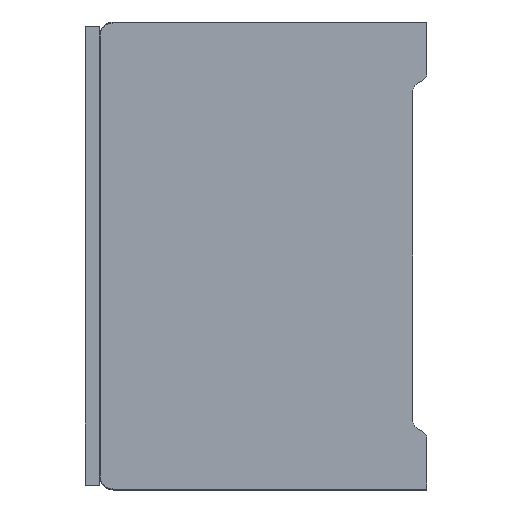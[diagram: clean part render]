
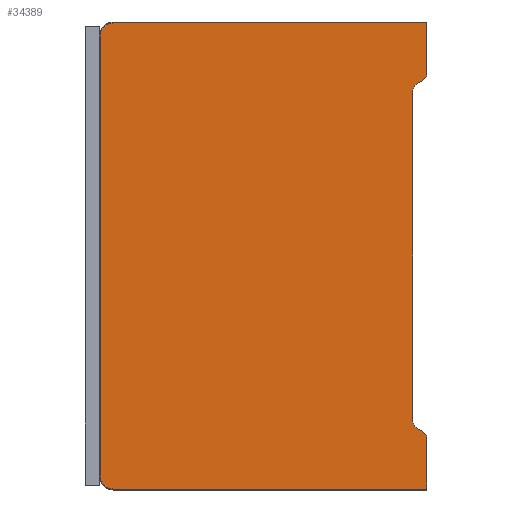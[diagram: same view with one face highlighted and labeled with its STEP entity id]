
A CAD part, left-side view. The second image highlights one B-rep face of the part: STEP entity #34389.
In plain terms, the highlighted planar face has unit normal (-1, 0, 0).
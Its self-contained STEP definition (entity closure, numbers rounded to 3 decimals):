
#4724=DIRECTION('',(0.,0.,1.));
#4725=VECTOR('',#4724,10.8);
#4726=CARTESIAN_POINT('',(0.,0.,-99.8));
#4727=LINE('',#4726,#4725);
#4780=DIRECTION('',(0.,0.,1.));
#4781=VECTOR('',#4780,70.226);
#4782=CARTESIAN_POINT('',(0.,3.,-85.113));
#4783=LINE('',#4782,#4781);
#4885=DIRECTION('',(0.,0.,1.));
#4886=VECTOR('',#4885,10.8);
#4887=CARTESIAN_POINT('',(0.,0.,-11.));
#4888=LINE('',#4887,#4886);
#6866=CARTESIAN_POINT('',(0.,67.,-97.));
#6867=DIRECTION('',(1.,0.,0.));
#6868=DIRECTION('',(0.,0.,-1.));
#6869=AXIS2_PLACEMENT_3D('',#6866,#6867,#6868);
#6871=CARTESIAN_POINT('',(0.,67.,-3.));
#6872=DIRECTION('',(1.,0.,0.));
#6873=DIRECTION('',(0.,1.,0.));
#6874=AXIS2_PLACEMENT_3D('',#6871,#6872,#6873);
#6876=CARTESIAN_POINT('',(0.,1.732,-11.));
#6877=DIRECTION('',(1.,0.,0.));
#6878=DIRECTION('',(0.,-1.,0.));
#6879=AXIS2_PLACEMENT_3D('',#6876,#6877,#6878);
#6881=DIRECTION('',(0.,0.866,-0.5));
#6882=VECTOR('',#6881,1.309);
#6883=CARTESIAN_POINT('',(0.,0.866,-12.5));
#6884=LINE('',#6883,#6882);
#6885=CARTESIAN_POINT('',(0.,1.,-14.887));
#6886=DIRECTION('',(-1.,0.,0.));
#6887=DIRECTION('',(0.,0.5,0.866));
#6888=AXIS2_PLACEMENT_3D('',#6885,#6886,#6887);
#6890=CARTESIAN_POINT('',(0.,1.,-85.113));
#6891=DIRECTION('',(-1.,0.,0.));
#6892=DIRECTION('',(0.,1.,0.));
#6893=AXIS2_PLACEMENT_3D('',#6890,#6891,#6892);
#6895=DIRECTION('',(0.,-0.866,-0.5));
#6896=VECTOR('',#6895,1.309);
#6897=CARTESIAN_POINT('',(0.,2.,-86.845));
#6898=LINE('',#6897,#6896);
#6899=CARTESIAN_POINT('',(0.,1.732,-89.));
#6900=DIRECTION('',(1.,0.,0.));
#6901=DIRECTION('',(0.,-0.5,0.866));
#6902=AXIS2_PLACEMENT_3D('',#6899,#6900,#6901);
#6908=DIRECTION('',(0.,-1.,0.));
#6909=VECTOR('',#6908,67.);
#6910=CARTESIAN_POINT('',(0.,67.,
-99.8));
#6911=LINE('',#6910,#6909);
#6912=DIRECTION('',(0.,0.,-1.));
#6913=VECTOR('',#6912,94.);
#6914=CARTESIAN_POINT('',(0.,69.8,
-3.));
#6915=LINE('',#6914,#6913);
#6935=DIRECTION('',(0.,1.,0.));
#6936=VECTOR('',#6935,67.);
#6937=CARTESIAN_POINT('',(0.,0.,-0.2));
#6938=LINE('',#6937,#6936);
#22699=CARTESIAN_POINT('',(0.,67.,
-99.8));
#22700=CARTESIAN_POINT('',(0.,69.8,
-97.));
#22701=VERTEX_POINT('',#22699);
#22702=VERTEX_POINT('',#22700);
#22703=CARTESIAN_POINT('',(0.,0.,-99.8));
#22704=VERTEX_POINT('',#22703);
#22705=CARTESIAN_POINT('',(0.,69.8,
-3.));
#22706=VERTEX_POINT('',#22705);
#22707=CARTESIAN_POINT('',(0.,67.,
-0.2));
#22708=VERTEX_POINT('',#22707);
#22709=CARTESIAN_POINT('',(0.,0.,-0.2));
#22710=VERTEX_POINT('',#22709);
#22711=CARTESIAN_POINT('',(0.,0.,-11.));
#22712=VERTEX_POINT('',#22711);
#22713=CARTESIAN_POINT('',(0.,0.866,-12.5));
#22714=VERTEX_POINT('',#22713);
#22715=CARTESIAN_POINT('',(0.,2.,-13.155));
#22716=VERTEX_POINT('',#22715);
#22717=CARTESIAN_POINT('',(0.,3.,-14.887));
#22718=VERTEX_POINT('',#22717);
#22719=CARTESIAN_POINT('',(0.,3.,-85.113));
#22720=VERTEX_POINT('',#22719);
#22721=CARTESIAN_POINT('',(0.,2.,
-86.845));
#22722=VERTEX_POINT('',#22721);
#22723=CARTESIAN_POINT('',(0.,0.866,-87.5));
#22724=VERTEX_POINT('',#22723);
#22725=CARTESIAN_POINT('',(0.,0.,-89.));
#22726=VERTEX_POINT('',#22725);
#34364=CARTESIAN_POINT('',(0.,34.9,-50.));
#34365=DIRECTION('',(1.,0.,0.));
#34366=DIRECTION('',(0.,0.,1.));
#34367=AXIS2_PLACEMENT_3D('',#34364,#34365,#34366);
#34368=PLANE('',#34367);
#34370=ORIENTED_EDGE('',*,*,#34369,.F.);
#34371=ORIENTED_EDGE('',*,*,#34354,.T.);
#34373=ORIENTED_EDGE('',*,*,#34372,.F.);
#34375=ORIENTED_EDGE('',*,*,#34374,.T.);
#34377=ORIENTED_EDGE('',*,*,#34376,.F.);
#34378=ORIENTED_EDGE('',*,*,#32494,.F.);
#34379=ORIENTED_EDGE('',*,*,#32473,.T.);
#34380=ORIENTED_EDGE('',*,*,#32452,.T.);
#34381=ORIENTED_EDGE('',*,*,#32431,.T.);
#34382=ORIENTED_EDGE('',*,*,#32386,.F.);
#34383=ORIENTED_EDGE('',*,*,#32365,.T.);
#34384=ORIENTED_EDGE('',*,*,#32344,.T.);
#34385=ORIENTED_EDGE('',*,*,#32323,.T.);
#34386=ORIENTED_EDGE('',*,*,#32302,.F.);
#34387=EDGE_LOOP('',(#34370,#34371,#34373,#34375,#34377,#34378,#34379,#34380,
#34381,#34382,#34383,#34384,#34385,#34386));
#34388=FACE_OUTER_BOUND('',#34387,.F.);
#6870=CIRCLE('',#6869,2.8);
#6875=CIRCLE('',#6874,2.8);
#6880=CIRCLE('',#6879,1.732);
#6889=CIRCLE('',#6888,2.);
#6894=CIRCLE('',#6893,2.);
#6903=CIRCLE('',#6902,1.732);
#32302=EDGE_CURVE('',#22704,#22726,#4727,.T.);
#32323=EDGE_CURVE('',#22724,#22726,#6903,.T.);
#32344=EDGE_CURVE('',#22722,#22724,#6898,.T.);
#32365=EDGE_CURVE('',#22720,#22722,#6894,.T.);
#32386=EDGE_CURVE('',#22720,#22718,#4783,.T.);
#32431=EDGE_CURVE('',#22716,#22718,#6889,.T.);
#32452=EDGE_CURVE('',#22714,#22716,#6884,.T.);
#32473=EDGE_CURVE('',#22712,#22714,#6880,.T.);
#32494=EDGE_CURVE('',#22712,#22710,#4888,.T.);
#34354=EDGE_CURVE('',#22701,#22702,#6870,.T.);
#34369=EDGE_CURVE('',#22701,#22704,#6911,.T.);
#34372=EDGE_CURVE('',#22706,#22702,#6915,.T.);
#34374=EDGE_CURVE('',#22706,#22708,#6875,.T.);
#34376=EDGE_CURVE('',#22710,#22708,#6938,.T.);
#34389=ADVANCED_FACE('',(#34388),#34368,.F.);
